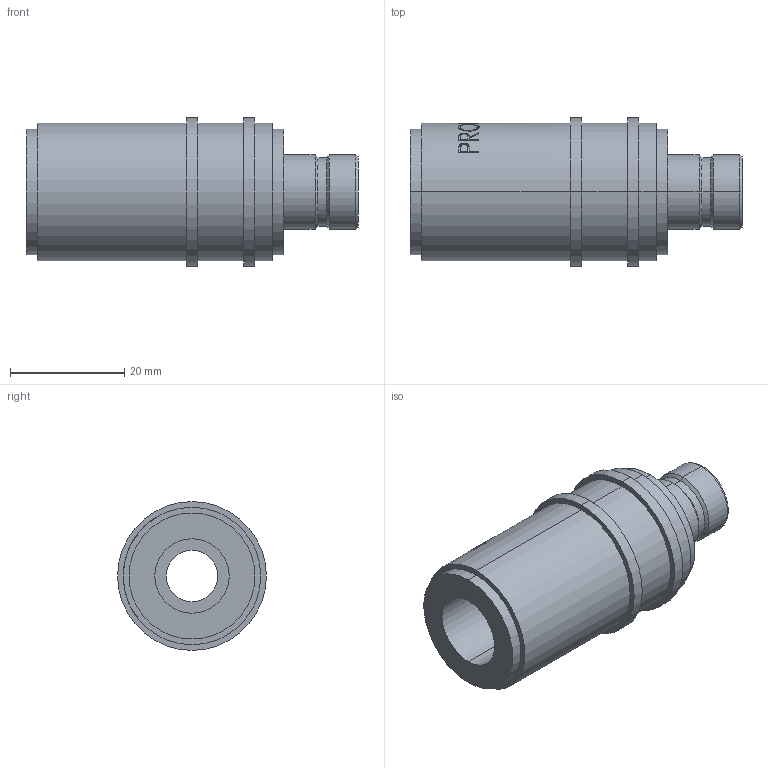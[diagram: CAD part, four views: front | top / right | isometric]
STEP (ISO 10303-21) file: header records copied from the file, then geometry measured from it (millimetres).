
FILE_DESCRIPTION (( 'STEP AP203' ), '1' );
FILE_NAME ('ec45.STEP', '2022-07-27T17:59:50', ( '' ), ( '' ), 'SwSTEP 2.0', 'SolidWorks 2019', '' );
FILE_SCHEMA (( 'CONFIG_CONTROL_DESIGN' ));
Length unit declared in the file: millimetre
Products named in the file (1): ec45
Bounding box: 58 x 26 x 26 mm (x, y, z)
Volume: 17680.9 mm3; surface area: 6812 mm2
Topology: 1 solids, 1 shells, 123 faces, 302 edges, 198 vertices
Faces by surface type: plane 42, bspline 42, cylinder 33, cone 6
Entity records: 8446 total; most frequent: CARTESIAN_POINT 5761, ORIENTED_EDGE 604, DIRECTION 420, EDGE_CURVE 302, VERTEX_POINT 198, AXIS2_PLACEMENT_3D 172, EDGE_LOOP 142, B_SPLINE_CURVE_WITH_KNOTS 136
